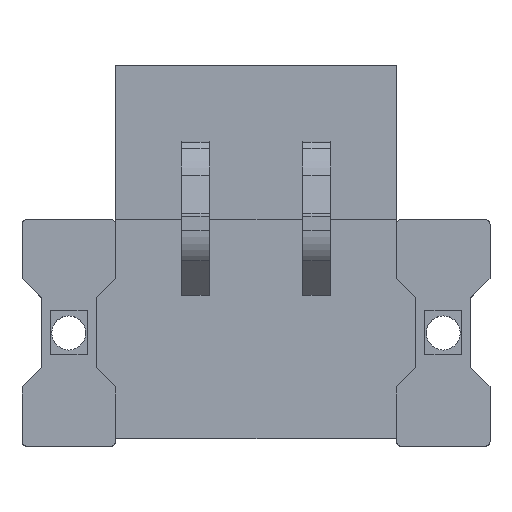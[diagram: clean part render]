
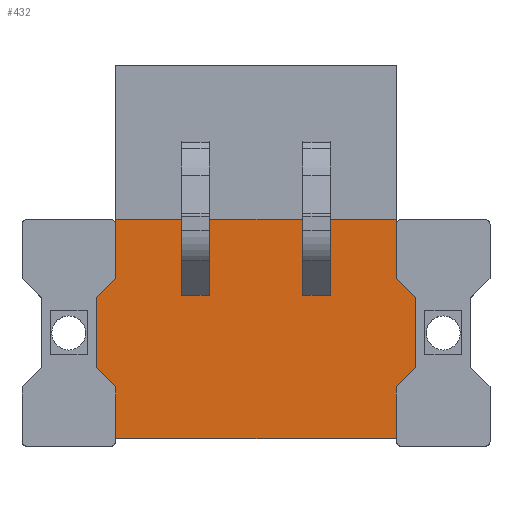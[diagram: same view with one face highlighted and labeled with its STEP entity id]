
A CAD part, top view. The second image highlights one B-rep face of the part: STEP entity #432.
In plain terms, the highlighted planar face has unit normal (0, 0, 1).
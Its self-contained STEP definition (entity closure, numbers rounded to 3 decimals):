
#266=AXIS2_PLACEMENT_3D('Plane Axis2P3D',#263,#264,#265) ;
#49=CARTESIAN_POINT('Vertex',(20.32,0.4,10.95)) ;
#52=CARTESIAN_POINT('Line Origine',(12.7,0.4,10.95)) ;
#56=CARTESIAN_POINT('Vertex',(5.08,0.4,10.95)) ;
#205=CARTESIAN_POINT('Line Origine',(5.08,12.175,10.95)) ;
#209=CARTESIAN_POINT('Vertex',(5.08,12.05,10.95)) ;
#211=CARTESIAN_POINT('Vertex',(5.08,12.3,10.95)) ;
#263=CARTESIAN_POINT('Axis2P3D Location',(5.08,0.4,10.95)) ;
#268=CARTESIAN_POINT('Line Origine',(5.08,10.57,10.95)) ;
#272=CARTESIAN_POINT('Vertex',(5.08,9.09,10.95)) ;
#275=CARTESIAN_POINT('Line Origine',(4.56,8.57,10.95)) ;
#279=CARTESIAN_POINT('Vertex',(4.04,8.05,10.95)) ;
#282=CARTESIAN_POINT('Line Origine',(4.04,6.15,10.95)) ;
#286=CARTESIAN_POINT('Vertex',(4.04,4.25,10.95)) ;
#289=CARTESIAN_POINT('Line Origine',(4.56,3.73,10.95)) ;
#293=CARTESIAN_POINT('Vertex',(5.08,3.21,10.95)) ;
#296=CARTESIAN_POINT('Line Origine',(5.08,1.805,10.95)) ;
#301=CARTESIAN_POINT('Line Origine',(20.32,1.805,10.95)) ;
#305=CARTESIAN_POINT('Vertex',(20.32,3.21,10.95)) ;
#308=CARTESIAN_POINT('Line Origine',(20.84,3.73,10.95)) ;
#312=CARTESIAN_POINT('Vertex',(21.36,4.25,10.95)) ;
#315=CARTESIAN_POINT('Line Origine',(21.36,6.15,10.95)) ;
#319=CARTESIAN_POINT('Vertex',(21.36,8.05,10.95)) ;
#322=CARTESIAN_POINT('Line Origine',(20.84,8.57,10.95)) ;
#326=CARTESIAN_POINT('Vertex',(20.32,9.09,10.95)) ;
#329=CARTESIAN_POINT('Line Origine',(20.32,10.57,10.95)) ;
#333=CARTESIAN_POINT('Vertex',(20.32,12.05,10.95)) ;
#336=CARTESIAN_POINT('Line Origine',(20.32,12.175,10.95)) ;
#340=CARTESIAN_POINT('Vertex',(20.32,12.3,10.95)) ;
#343=CARTESIAN_POINT('Line Origine',(12.7,12.3,10.95)) ;
#364=CARTESIAN_POINT('Line Origine',(15.99,12.269,10.95)) ;
#368=CARTESIAN_POINT('Vertex',(16.74,12.269,10.95)) ;
#370=CARTESIAN_POINT('Vertex',(15.24,12.269,10.95)) ;
#373=CARTESIAN_POINT('Line Origine',(16.74,10.234,10.95)) ;
#377=CARTESIAN_POINT('Vertex',(16.74,8.2,10.95)) ;
#380=CARTESIAN_POINT('Line Origine',(15.99,8.2,10.95)) ;
#384=CARTESIAN_POINT('Vertex',(15.24,8.2,10.95)) ;
#387=CARTESIAN_POINT('Line Origine',(15.24,10.234,10.95)) ;
#398=CARTESIAN_POINT('Line Origine',(10.16,10.234,10.95)) ;
#402=CARTESIAN_POINT('Vertex',(10.16,12.269,10.95)) ;
#404=CARTESIAN_POINT('Vertex',(10.16,8.2,10.95)) ;
#407=CARTESIAN_POINT('Line Origine',(9.41,8.2,10.95)) ;
#411=CARTESIAN_POINT('Vertex',(8.66,8.2,10.95)) ;
#414=CARTESIAN_POINT('Line Origine',(8.66,10.234,10.95)) ;
#418=CARTESIAN_POINT('Vertex',(8.66,12.269,10.95)) ;
#421=CARTESIAN_POINT('Line Origine',(9.41,12.269,10.95)) ;
#53=DIRECTION('Vector Direction',(1.,0.,0.)) ;
#206=DIRECTION('Vector Direction',(0.,1.,0.)) ;
#264=DIRECTION('Axis2P3D Direction',(0.,0.,1.)) ;
#265=DIRECTION('Axis2P3D XDirection',(1.,0.,0.)) ;
#269=DIRECTION('Vector Direction',(0.,1.,0.)) ;
#276=DIRECTION('Vector Direction',(-0.707,-0.707,0.)) ;
#283=DIRECTION('Vector Direction',(0.,-1.,0.)) ;
#290=DIRECTION('Vector Direction',(0.707,-0.707,0.)) ;
#297=DIRECTION('Vector Direction',(0.,1.,0.)) ;
#302=DIRECTION('Vector Direction',(0.,1.,0.)) ;
#309=DIRECTION('Vector Direction',(-0.707,-0.707,0.)) ;
#316=DIRECTION('Vector Direction',(0.,-1.,0.)) ;
#323=DIRECTION('Vector Direction',(0.707,-0.707,0.)) ;
#330=DIRECTION('Vector Direction',(0.,1.,0.)) ;
#337=DIRECTION('Vector Direction',(0.,1.,0.)) ;
#344=DIRECTION('Vector Direction',(1.,0.,0.)) ;
#365=DIRECTION('Vector Direction',(1.,0.,0.)) ;
#374=DIRECTION('Vector Direction',(0.,1.,0.)) ;
#381=DIRECTION('Vector Direction',(1.,0.,0.)) ;
#388=DIRECTION('Vector Direction',(0.,1.,0.)) ;
#399=DIRECTION('Vector Direction',(0.,1.,0.)) ;
#408=DIRECTION('Vector Direction',(1.,0.,0.)) ;
#415=DIRECTION('Vector Direction',(0.,1.,0.)) ;
#422=DIRECTION('Vector Direction',(1.,0.,0.)) ;
#54=VECTOR('Line Direction',#53,1.) ;
#207=VECTOR('Line Direction',#206,1.) ;
#270=VECTOR('Line Direction',#269,1.) ;
#277=VECTOR('Line Direction',#276,1.) ;
#284=VECTOR('Line Direction',#283,1.) ;
#291=VECTOR('Line Direction',#290,1.) ;
#298=VECTOR('Line Direction',#297,1.) ;
#303=VECTOR('Line Direction',#302,1.) ;
#310=VECTOR('Line Direction',#309,1.) ;
#317=VECTOR('Line Direction',#316,1.) ;
#324=VECTOR('Line Direction',#323,1.) ;
#331=VECTOR('Line Direction',#330,1.) ;
#338=VECTOR('Line Direction',#337,1.) ;
#345=VECTOR('Line Direction',#344,1.) ;
#366=VECTOR('Line Direction',#365,1.) ;
#375=VECTOR('Line Direction',#374,1.) ;
#382=VECTOR('Line Direction',#381,1.) ;
#389=VECTOR('Line Direction',#388,1.) ;
#400=VECTOR('Line Direction',#399,1.) ;
#409=VECTOR('Line Direction',#408,1.) ;
#416=VECTOR('Line Direction',#415,1.) ;
#423=VECTOR('Line Direction',#422,1.) ;
#349=ORIENTED_EDGE('',*,*,#213,.F.) ;
#350=ORIENTED_EDGE('',*,*,#274,.F.) ;
#351=ORIENTED_EDGE('',*,*,#281,.T.) ;
#352=ORIENTED_EDGE('',*,*,#288,.T.) ;
#353=ORIENTED_EDGE('',*,*,#295,.T.) ;
#354=ORIENTED_EDGE('',*,*,#300,.F.) ;
#355=ORIENTED_EDGE('',*,*,#58,.F.) ;
#356=ORIENTED_EDGE('',*,*,#307,.T.) ;
#357=ORIENTED_EDGE('',*,*,#314,.F.) ;
#358=ORIENTED_EDGE('',*,*,#321,.F.) ;
#359=ORIENTED_EDGE('',*,*,#328,.F.) ;
#360=ORIENTED_EDGE('',*,*,#335,.T.) ;
#361=ORIENTED_EDGE('',*,*,#342,.T.) ;
#362=ORIENTED_EDGE('',*,*,#347,.F.) ;
#393=ORIENTED_EDGE('',*,*,#372,.F.) ;
#394=ORIENTED_EDGE('',*,*,#379,.T.) ;
#395=ORIENTED_EDGE('',*,*,#386,.T.) ;
#396=ORIENTED_EDGE('',*,*,#391,.F.) ;
#427=ORIENTED_EDGE('',*,*,#406,.T.) ;
#428=ORIENTED_EDGE('',*,*,#413,.F.) ;
#429=ORIENTED_EDGE('',*,*,#420,.F.) ;
#430=ORIENTED_EDGE('',*,*,#425,.T.) ;
#397=FACE_BOUND('',#392,.T.) ;
#431=FACE_BOUND('',#426,.T.) ;
#432=ADVANCED_FACE('BLL5.08/03/90FI 3.2SN OR 1843760000',(#363,#397,#431),#267,.T.) ;
#58=EDGE_CURVE('',#50,#57,#55,.F.) ;
#213=EDGE_CURVE('',#210,#212,#208,.T.) ;
#274=EDGE_CURVE('',#273,#210,#271,.T.) ;
#281=EDGE_CURVE('',#273,#280,#278,.T.) ;
#288=EDGE_CURVE('',#280,#287,#285,.T.) ;
#295=EDGE_CURVE('',#287,#294,#292,.T.) ;
#300=EDGE_CURVE('',#57,#294,#299,.T.) ;
#307=EDGE_CURVE('',#50,#306,#304,.T.) ;
#314=EDGE_CURVE('',#313,#306,#311,.T.) ;
#321=EDGE_CURVE('',#320,#313,#318,.T.) ;
#328=EDGE_CURVE('',#327,#320,#325,.T.) ;
#335=EDGE_CURVE('',#327,#334,#332,.T.) ;
#342=EDGE_CURVE('',#334,#341,#339,.T.) ;
#347=EDGE_CURVE('',#212,#341,#346,.T.) ;
#372=EDGE_CURVE('',#369,#371,#367,.F.) ;
#379=EDGE_CURVE('',#369,#378,#376,.F.) ;
#386=EDGE_CURVE('',#378,#385,#383,.F.) ;
#391=EDGE_CURVE('',#371,#385,#390,.F.) ;
#406=EDGE_CURVE('',#403,#405,#401,.F.) ;
#413=EDGE_CURVE('',#412,#405,#410,.T.) ;
#420=EDGE_CURVE('',#419,#412,#417,.F.) ;
#425=EDGE_CURVE('',#419,#403,#424,.T.) ;
#348=EDGE_LOOP('',(#349,#350,#351,#352,#353,#354,#355,#356,#357,#358,#359,#360,#361,#362)) ;
#392=EDGE_LOOP('',(#393,#394,#395,#396)) ;
#426=EDGE_LOOP('',(#427,#428,#429,#430)) ;
#363=FACE_OUTER_BOUND('',#348,.T.) ;
#55=LINE('Line',#52,#54) ;
#208=LINE('Line',#205,#207) ;
#271=LINE('Line',#268,#270) ;
#278=LINE('Line',#275,#277) ;
#285=LINE('Line',#282,#284) ;
#292=LINE('Line',#289,#291) ;
#299=LINE('Line',#296,#298) ;
#304=LINE('Line',#301,#303) ;
#311=LINE('Line',#308,#310) ;
#318=LINE('Line',#315,#317) ;
#325=LINE('Line',#322,#324) ;
#332=LINE('Line',#329,#331) ;
#339=LINE('Line',#336,#338) ;
#346=LINE('Line',#343,#345) ;
#367=LINE('Line',#364,#366) ;
#376=LINE('Line',#373,#375) ;
#383=LINE('Line',#380,#382) ;
#390=LINE('Line',#387,#389) ;
#401=LINE('Line',#398,#400) ;
#410=LINE('Line',#407,#409) ;
#417=LINE('Line',#414,#416) ;
#424=LINE('Line',#421,#423) ;
#267=PLANE('',#266) ;
#50=VERTEX_POINT('',#49) ;
#57=VERTEX_POINT('',#56) ;
#210=VERTEX_POINT('',#209) ;
#212=VERTEX_POINT('',#211) ;
#273=VERTEX_POINT('',#272) ;
#280=VERTEX_POINT('',#279) ;
#287=VERTEX_POINT('',#286) ;
#294=VERTEX_POINT('',#293) ;
#306=VERTEX_POINT('',#305) ;
#313=VERTEX_POINT('',#312) ;
#320=VERTEX_POINT('',#319) ;
#327=VERTEX_POINT('',#326) ;
#334=VERTEX_POINT('',#333) ;
#341=VERTEX_POINT('',#340) ;
#369=VERTEX_POINT('',#368) ;
#371=VERTEX_POINT('',#370) ;
#378=VERTEX_POINT('',#377) ;
#385=VERTEX_POINT('',#384) ;
#403=VERTEX_POINT('',#402) ;
#405=VERTEX_POINT('',#404) ;
#412=VERTEX_POINT('',#411) ;
#419=VERTEX_POINT('',#418) ;
